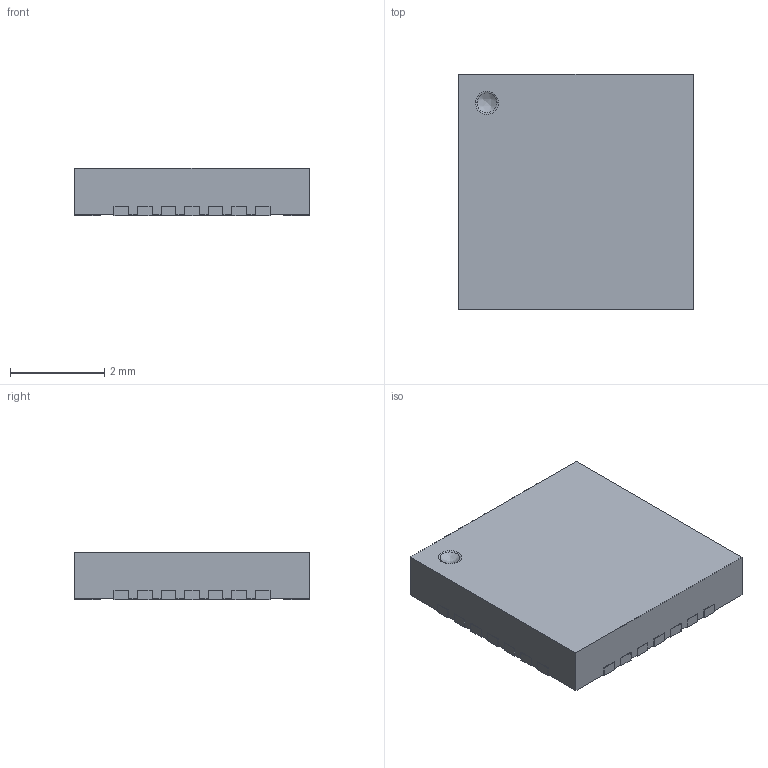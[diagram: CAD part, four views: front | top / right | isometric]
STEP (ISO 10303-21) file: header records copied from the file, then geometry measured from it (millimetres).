
FILE_DESCRIPTION(('FreeCAD Model'),'2;1');
FILE_NAME('qfn28_5x5_0.5.step','2017-01-17T18:06:54',( 'Author'),(''),'Open CASCADE STEP processor 6.8','FreeCAD','Unknown' );
FILE_SCHEMA(('AUTOMOTIVE_DESIGN_CC2 { 1 2 10303 214 -1 1 5 4 }'));
Length unit declared in the file: millimetre
Products named in the file (2): ASSEMBLY; qfn28_5x5_0.5
Assembly tree (1 placements, depth 2):
  ASSEMBLY
    qfn28_5x5_0.5
Bounding box: 5 x 5 x 1 mm (x, y, z)
Volume: 24.6 mm3; surface area: 70.6 mm2
Topology: 1 solids, 1 shells, 238 faces, 702 edges, 468 vertices
Faces by surface type: plane 179, cylinder 56, bspline 3
Entity records: 23082 total; most frequent: CARTESIAN_POINT 7913, DIRECTION 2396, LINE 1698, VECTOR 1698, ORIENTED_EDGE 1404, PCURVE 1404, DEFINITIONAL_REPRESENTATION 1404, EDGE_CURVE 702
